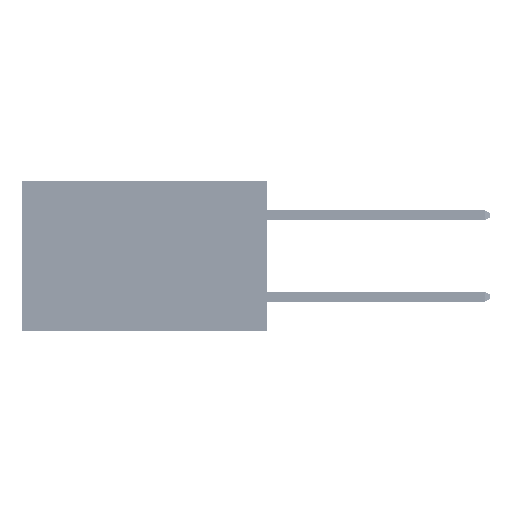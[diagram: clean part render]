
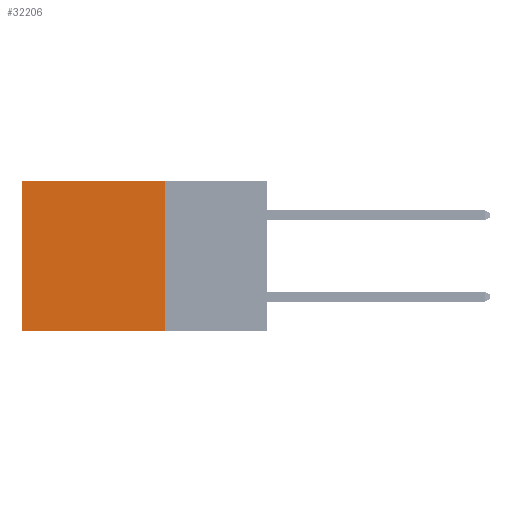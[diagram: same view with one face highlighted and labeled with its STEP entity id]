
A CAD part, left-side view. The second image highlights one B-rep face of the part: STEP entity #32206.
In plain terms, the highlighted planar face has unit normal (-1, 0, 0).
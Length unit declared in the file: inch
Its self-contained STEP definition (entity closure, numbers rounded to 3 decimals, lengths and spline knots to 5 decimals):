
#278 = CARTESIAN_POINT ( 'NONE',  ( 0.2875, 0.6, 0. ) ) ;
#2212 = LINE ( 'NONE', #17085, #31049 ) ;
#3102 = DIRECTION ( 'NONE',  ( 1., 0., 0. ) ) ;
#3238 = VERTEX_POINT ( 'NONE', #12370 ) ;
#3528 = DIRECTION ( 'NONE',  ( 0., 0., -1. ) ) ;
#4603 = ORIENTED_EDGE ( 'NONE', *, *, #12267, .F. ) ;
#7552 = CARTESIAN_POINT ( 'NONE',  ( 0.2875, 0.25, 0. ) ) ;
#7976 = ORIENTED_EDGE ( 'NONE', *, *, #37666, .T. ) ;
#12267 = EDGE_CURVE ( 'NONE', #30460, #24634, #30942, .T. ) ;
#12370 = CARTESIAN_POINT ( 'NONE',  ( 0.2875, 0.6, 0. ) ) ;
#12624 = ORIENTED_EDGE ( 'NONE', *, *, #41137, .T. ) ;
#15837 = AXIS2_PLACEMENT_3D ( 'NONE', #7552, #3102, #18954 ) ;
#17085 = CARTESIAN_POINT ( 'NONE',  ( 0.2875, 0.25, 0. ) ) ;
#18777 = CARTESIAN_POINT ( 'NONE',  ( 0.2875, 0.25, -0.37 ) ) ;
#18954 = DIRECTION ( 'NONE',  ( 0., 0., -1. ) ) ;
#20603 = VECTOR ( 'NONE', #3528, 39.37008 ) ;
#24634 = VERTEX_POINT ( 'NONE', #44267 ) ;
#25287 = CARTESIAN_POINT ( 'NONE',  ( 0.2875, 0.25, 0. ) ) ;
#28048 = ORIENTED_EDGE ( 'NONE', *, *, #43250, .F. ) ;
#29790 = VERTEX_POINT ( 'NONE', #25287 ) ;
#30460 = VERTEX_POINT ( 'NONE', #30776 ) ;
#30776 = CARTESIAN_POINT ( 'NONE',  ( 0.2875, 0.25, -0.37 ) ) ;
#30942 = LINE ( 'NONE', #18777, #41492 ) ;
#31049 = VECTOR ( 'NONE', #32237, 39.37008 ) ;
#31590 = EDGE_LOOP ( 'NONE', ( #7976, #4603, #28048, #12624 ) ) ;
#32206 = ADVANCED_FACE ( 'NONE', ( #33612 ), #41575, .F. ) ;
#32237 = DIRECTION ( 'NONE',  ( 0., 0., -1. ) ) ;
#33612 = FACE_OUTER_BOUND ( 'NONE', #31590, .T. ) ;
#34934 = CARTESIAN_POINT ( 'NONE',  ( 0.2875, 0.25, 0. ) ) ;
#37666 = EDGE_CURVE ( 'NONE', #3238, #24634, #41501, .T. ) ;
#38160 = DIRECTION ( 'NONE',  ( 0., 1., 0. ) ) ;
#38438 = DIRECTION ( 'NONE',  ( 0., 1., 0. ) ) ;
#41137 = EDGE_CURVE ( 'NONE', #29790, #3238, #42415, .T. ) ;
#41492 = VECTOR ( 'NONE', #38160, 39.37008 ) ;
#41501 = LINE ( 'NONE', #278, #20603 ) ;
#41575 = PLANE ( 'NONE',  #15837 ) ;
#42415 = LINE ( 'NONE', #34934, #45460 ) ;
#43250 = EDGE_CURVE ( 'NONE', #29790, #30460, #2212, .T. ) ;
#44267 = CARTESIAN_POINT ( 'NONE',  ( 0.2875, 0.6, -0.37 ) ) ;
#45460 = VECTOR ( 'NONE', #38438, 39.37008 ) ;
